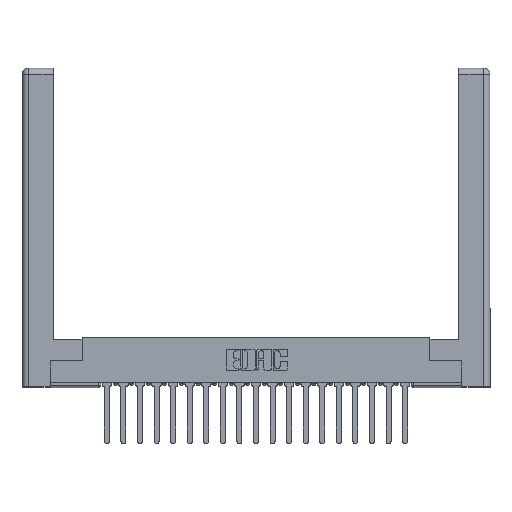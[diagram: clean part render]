
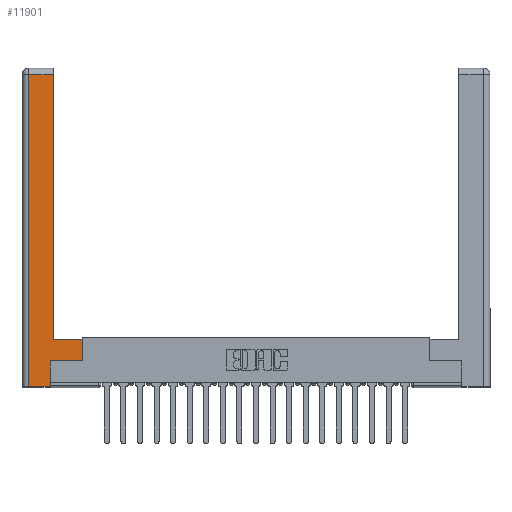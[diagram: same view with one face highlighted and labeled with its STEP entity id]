
A CAD part, top view. The second image highlights one B-rep face of the part: STEP entity #11901.
In plain terms, the highlighted planar face has unit normal (0, 0, 1).
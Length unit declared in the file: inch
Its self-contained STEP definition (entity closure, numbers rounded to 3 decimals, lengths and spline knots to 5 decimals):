
#352 = EDGE_LOOP ( 'NONE', ( #15764, #2208, #5003, #3848, #10658, #2290, #13836, #8633 ) ) ;
#431 = EDGE_CURVE ( 'NONE', #8014, #6902, #11456, .T. ) ;
#705 = FACE_OUTER_BOUND ( 'NONE', #352, .T. ) ;
#1147 = EDGE_CURVE ( 'NONE', #10356, #18462, #18796, .T. ) ;
#1594 = VECTOR ( 'NONE', #17241, 39.37008 ) ;
#1838 = CARTESIAN_POINT ( 'NONE',  ( 0.565, 0.245, 0. ) ) ;
#1855 = LINE ( 'NONE', #5467, #4943 ) ;
#2208 = ORIENTED_EDGE ( 'NONE', *, *, #11415, .T. ) ;
#2290 = ORIENTED_EDGE ( 'NONE', *, *, #1147, .T. ) ;
#2539 = CARTESIAN_POINT ( 'NONE',  ( 0.295, 2.94, 0. ) ) ;
#3613 = VERTEX_POINT ( 'NONE', #2539 ) ;
#3848 = ORIENTED_EDGE ( 'NONE', *, *, #10918, .T. ) ;
#4311 = DIRECTION ( 'NONE',  ( -1., 0., 0. ) ) ;
#4943 = VECTOR ( 'NONE', #12350, 39.37008 ) ;
#5003 = ORIENTED_EDGE ( 'NONE', *, *, #5778, .T. ) ;
#5467 = CARTESIAN_POINT ( 'NONE',  ( 0.295, 3., 0. ) ) ;
#5778 = EDGE_CURVE ( 'NONE', #20837, #13846, #6629, .T. ) ;
#6441 = VECTOR ( 'NONE', #20953, 39.37008 ) ;
#6629 = LINE ( 'NONE', #10242, #1594 ) ;
#6902 = VERTEX_POINT ( 'NONE', #18274 ) ;
#7809 = DIRECTION ( 'NONE',  ( 0., 0., -1. ) ) ;
#8014 = VERTEX_POINT ( 'NONE', #13240 ) ;
#8130 = VECTOR ( 'NONE', #15486, 39.37008 ) ;
#8240 = CARTESIAN_POINT ( 'NONE',  ( 0.0615, 0., 0. ) ) ;
#8505 = DIRECTION ( 'NONE',  ( 0., 1., 0. ) ) ;
#8633 = ORIENTED_EDGE ( 'NONE', *, *, #431, .T. ) ;
#9323 = VECTOR ( 'NONE', #16762, 39.37008 ) ;
#10115 = CARTESIAN_POINT ( 'NONE',  ( 0.295, 0.45, 0. ) ) ;
#10242 = CARTESIAN_POINT ( 'NONE',  ( 0.0615, 0., 0. ) ) ;
#10356 = VERTEX_POINT ( 'NONE', #20277 ) ;
#10658 = ORIENTED_EDGE ( 'NONE', *, *, #19849, .T. ) ;
#10918 = EDGE_CURVE ( 'NONE', #13846, #21793, #13907, .T. ) ;
#11294 = PLANE ( 'NONE',  #20828 ) ;
#11415 = EDGE_CURVE ( 'NONE', #3613, #20837, #16335, .T. ) ;
#11456 = LINE ( 'NONE', #10115, #9323 ) ;
#11901 = ADVANCED_FACE ( 'NONE', ( #705 ), #11294, .F. ) ;
#12350 = DIRECTION ( 'NONE',  ( 0., 1., 0. ) ) ;
#12941 = CARTESIAN_POINT ( 'NONE',  ( 0.0615, 2.94, 0. ) ) ;
#12967 = LINE ( 'NONE', #19890, #13651 ) ;
#13240 = CARTESIAN_POINT ( 'NONE',  ( 0.565, 0.45, 0. ) ) ;
#13651 = VECTOR ( 'NONE', #18279, 39.37008 ) ;
#13836 = ORIENTED_EDGE ( 'NONE', *, *, #20641, .T. ) ;
#13846 = VERTEX_POINT ( 'NONE', #8240 ) ;
#13907 = LINE ( 'NONE', #17285, #8130 ) ;
#15486 = DIRECTION ( 'NONE',  ( 1., 0., 0. ) ) ;
#15517 = EDGE_CURVE ( 'NONE', #6902, #3613, #1855, .T. ) ;
#15708 = VECTOR ( 'NONE', #17807, 39.37008 ) ;
#15764 = ORIENTED_EDGE ( 'NONE', *, *, #15517, .T. ) ;
#16335 = LINE ( 'NONE', #12941, #15708 ) ;
#16762 = DIRECTION ( 'NONE',  ( -1., 0., 0. ) ) ;
#17241 = DIRECTION ( 'NONE',  ( 0., -1., 0. ) ) ;
#17285 = CARTESIAN_POINT ( 'NONE',  ( 0.265, 0., 0. ) ) ;
#17807 = DIRECTION ( 'NONE',  ( -1., 0., 0. ) ) ;
#18195 = CARTESIAN_POINT ( 'NONE',  ( 0., 0., 0. ) ) ;
#18274 = CARTESIAN_POINT ( 'NONE',  ( 0.295, 0.45, 0. ) ) ;
#18279 = DIRECTION ( 'NONE',  ( 0., 1., 0. ) ) ;
#18462 = VERTEX_POINT ( 'NONE', #19829 ) ;
#18796 = LINE ( 'NONE', #1838, #6441 ) ;
#19191 = CARTESIAN_POINT ( 'NONE',  ( 0.0615, 2.94, 0. ) ) ;
#19829 = CARTESIAN_POINT ( 'NONE',  ( 0.565, 0.245, 0. ) ) ;
#19849 = EDGE_CURVE ( 'NONE', #21793, #10356, #20507, .T. ) ;
#19890 = CARTESIAN_POINT ( 'NONE',  ( 0.565, 0.45, 0. ) ) ;
#20277 = CARTESIAN_POINT ( 'NONE',  ( 0.265, 0.245, 0. ) ) ;
#20384 = CARTESIAN_POINT ( 'NONE',  ( 0.265, 0.245, 0. ) ) ;
#20507 = LINE ( 'NONE', #20384, #20552 ) ;
#20552 = VECTOR ( 'NONE', #8505, 39.37008 ) ;
#20641 = EDGE_CURVE ( 'NONE', #18462, #8014, #12967, .T. ) ;
#20828 = AXIS2_PLACEMENT_3D ( 'NONE', #18195, #7809, #4311 ) ;
#20837 = VERTEX_POINT ( 'NONE', #19191 ) ;
#20953 = DIRECTION ( 'NONE',  ( 1., 0., 0. ) ) ;
#21375 = CARTESIAN_POINT ( 'NONE',  ( 0.265, 0., 0. ) ) ;
#21793 = VERTEX_POINT ( 'NONE', #21375 ) ;
